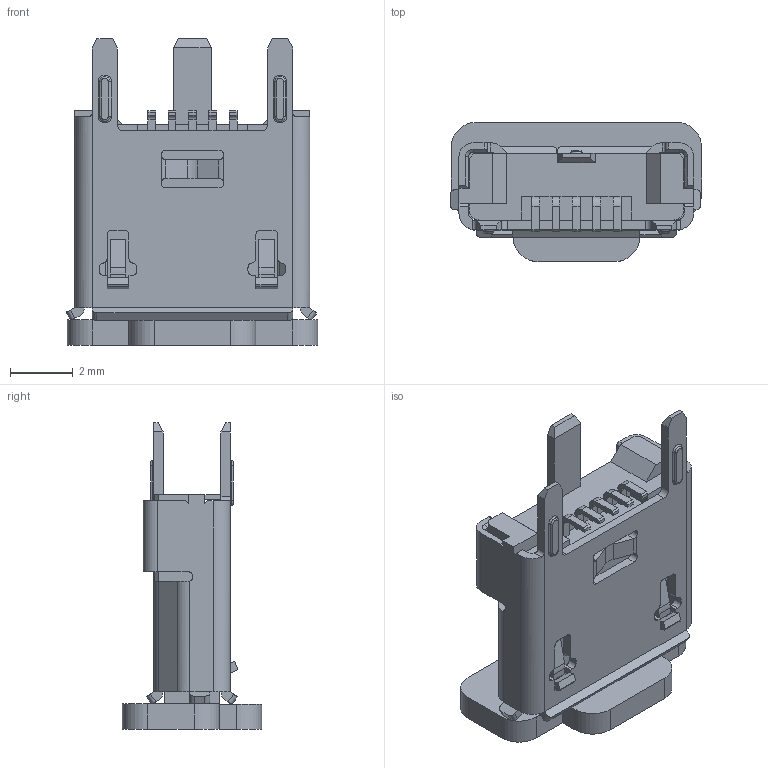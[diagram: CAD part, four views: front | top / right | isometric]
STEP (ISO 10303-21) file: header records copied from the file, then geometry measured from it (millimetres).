
FILE_DESCRIPTION(('STEP AP242'),'1');
FILE_NAME('105133-0011.stp','2020-12-19T23:58:15',('TraceParts'),('TraceParts S.A.'),'Spatial InterOp 3D',' ',' ');
FILE_SCHEMA(('AP242_MANAGED_MODEL_BASED_3D_ENGINEERING_MIM_LF {1 0 10303 442 1 1 4}'));
Length unit declared in the file: millimetre
Products named in the file (1): 105133-0011_1
Bounding box: 8.03 x 4.45 x 9.8 mm (x, y, z)
Volume: 126 mm3; surface area: 414.8 mm2
Topology: 1 solids, 1 shells, 411 faces, 1230 edges, 850 vertices
Faces by surface type: plane 257, cylinder 128, torus 24, cone 2
Entity records: 13909 total; most frequent: CARTESIAN_POINT 2576, ORIENTED_EDGE 2372, DIRECTION 2343, EDGE_CURVE 1186, LINE 865, VECTOR 865, VERTEX_POINT 762, AXIS2_PLACEMENT_3D 739
